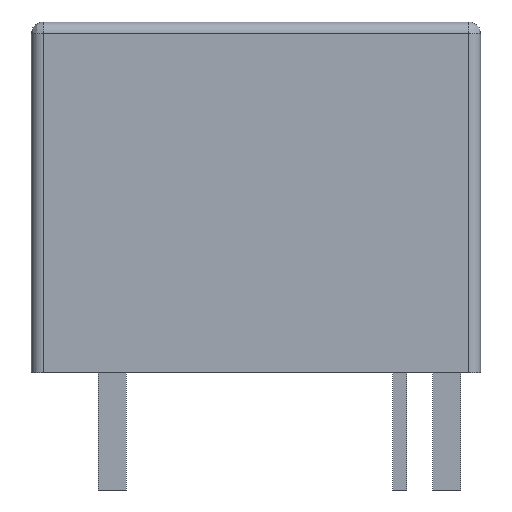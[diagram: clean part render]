
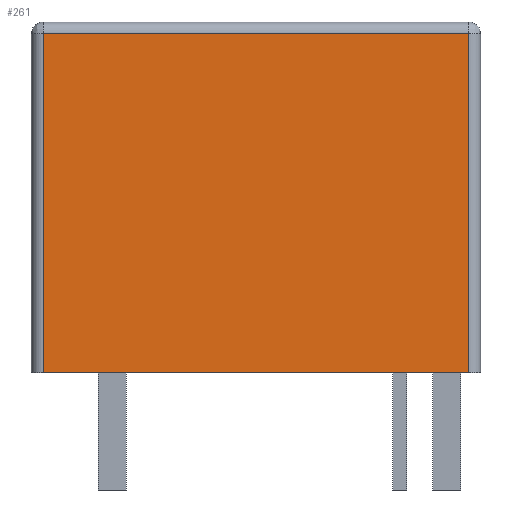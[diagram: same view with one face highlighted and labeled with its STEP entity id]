
A CAD part, front view. The second image highlights one B-rep face of the part: STEP entity #261.
In plain terms, the highlighted planar face has unit normal (0, -1, 0).
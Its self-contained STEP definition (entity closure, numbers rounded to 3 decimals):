
#10 = VECTOR ( 'NONE', #5127, 1000. ) ;
#68 = CARTESIAN_POINT ( 'NONE',  ( 0.5, 0., -0.5 ) ) ;
#91 = CARTESIAN_POINT ( 'NONE',  ( 18.7, 0., -0.5 ) ) ;
#129 = DIRECTION ( 'NONE',  ( -1., 0., 0. ) ) ;
#261 = ADVANCED_FACE ( 'NONE', ( #3265 ), #388, .T. ) ;
#388 = PLANE ( 'NONE',  #3716 ) ;
#1460 = LINE ( 'NONE', #1909, #10 ) ;
#1571 = ORIENTED_EDGE ( 'NONE', *, *, #3929, .T. ) ;
#1635 = EDGE_CURVE ( 'NONE', #1954, #3820, #1460, .T. ) ;
#1678 = DIRECTION ( 'NONE',  ( 0., 0., 1. ) ) ;
#1754 = EDGE_CURVE ( 'NONE', #4439, #1954, #2830, .T. ) ;
#1909 = CARTESIAN_POINT ( 'NONE',  ( 0.5, 0., 0. ) ) ;
#1954 = VERTEX_POINT ( 'NONE', #68 ) ;
#1983 = CARTESIAN_POINT ( 'NONE',  ( 0.5, 0., -15. ) ) ;
#2625 = ORIENTED_EDGE ( 'NONE', *, *, #3961, .T. ) ;
#2737 = CARTESIAN_POINT ( 'NONE',  ( 18.7, 0., -15. ) ) ;
#2830 = LINE ( 'NONE', #4121, #3208 ) ;
#3100 = ORIENTED_EDGE ( 'NONE', *, *, #1635, .T. ) ;
#3205 = DIRECTION ( 'NONE',  ( 0., -1., 0. ) ) ;
#3208 = VECTOR ( 'NONE', #129, 1000. ) ;
#3228 = VERTEX_POINT ( 'NONE', #2737 ) ;
#3240 = VECTOR ( 'NONE', #4146, 1000. ) ;
#3265 = FACE_OUTER_BOUND ( 'NONE', #4082, .T. ) ;
#3612 = CARTESIAN_POINT ( 'NONE',  ( 0., 0., 0. ) ) ;
#3716 = AXIS2_PLACEMENT_3D ( 'NONE', #3612, #3205, #4417 ) ;
#3820 = VERTEX_POINT ( 'NONE', #1983 ) ;
#3929 = EDGE_CURVE ( 'NONE', #3228, #4439, #4396, .T. ) ;
#3961 = EDGE_CURVE ( 'NONE', #3820, #3228, #4006, .T. ) ;
#4006 = LINE ( 'NONE', #4502, #3240 ) ;
#4082 = EDGE_LOOP ( 'NONE', ( #1571, #4577, #3100, #2625 ) ) ;
#4121 = CARTESIAN_POINT ( 'NONE',  ( 0., 0., -0.5 ) ) ;
#4123 = CARTESIAN_POINT ( 'NONE',  ( 18.7, 0., 0. ) ) ;
#4146 = DIRECTION ( 'NONE',  ( 1., 0., 0. ) ) ;
#4396 = LINE ( 'NONE', #4123, #4895 ) ;
#4417 = DIRECTION ( 'NONE',  ( 0., 0., -1. ) ) ;
#4439 = VERTEX_POINT ( 'NONE', #91 ) ;
#4502 = CARTESIAN_POINT ( 'NONE',  ( 9.6, 0., -15. ) ) ;
#4577 = ORIENTED_EDGE ( 'NONE', *, *, #1754, .T. ) ;
#4895 = VECTOR ( 'NONE', #1678, 1000. ) ;
#5127 = DIRECTION ( 'NONE',  ( 0., 0., -1. ) ) ;
